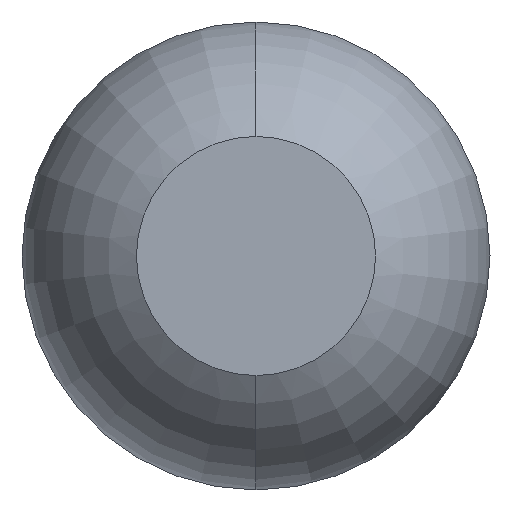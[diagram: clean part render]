
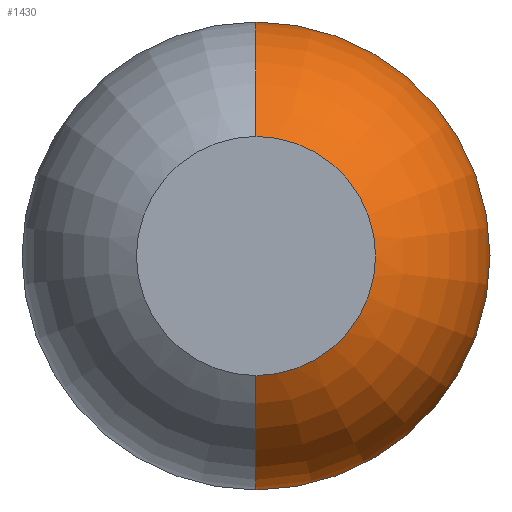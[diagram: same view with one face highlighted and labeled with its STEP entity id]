
A CAD part, front view. The second image highlights one B-rep face of the part: STEP entity #1430.
In plain terms, the highlighted toroidal (fillet/blend) face has major radius 0.035 mm and minor radius 0.65 mm.
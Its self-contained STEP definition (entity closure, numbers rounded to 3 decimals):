
#129 = CARTESIAN_POINT ( 'NONE',  ( 0., -25., -0.35 ) ) ;
#145 = CARTESIAN_POINT ( 'NONE',  ( 0., -24.431, -0.685 ) ) ;
#179 = CARTESIAN_POINT ( 'NONE',  ( 0., -24.431, 0.685 ) ) ;
#249 = CIRCLE ( 'NONE', #362, 0.65 ) ;
#296 = DIRECTION ( 'NONE',  ( 0., 0., -1. ) ) ;
#362 = AXIS2_PLACEMENT_3D ( 'NONE', #3684, #1890, #2133 ) ;
#432 = DIRECTION ( 'NONE',  ( 0., -1., 0. ) ) ;
#456 = EDGE_CURVE ( 'NONE', #1080, #2514, #2218, .T. ) ;
#469 = CARTESIAN_POINT ( 'NONE',  ( 0., -25., 0. ) ) ;
#474 = VERTEX_POINT ( 'NONE', #129 ) ;
#515 = VERTEX_POINT ( 'NONE', #145 ) ;
#900 = AXIS2_PLACEMENT_3D ( 'NONE', #3499, #1350, #3727 ) ;
#1059 = DIRECTION ( 'NONE',  ( 0., 0., -1. ) ) ;
#1080 = VERTEX_POINT ( 'NONE', #179 ) ;
#1154 = CIRCLE ( 'NONE', #1996, 0.685 ) ;
#1217 = DIRECTION ( 'NONE',  ( 0., -1., 0. ) ) ;
#1350 = DIRECTION ( 'NONE',  ( 1., 0., 0. ) ) ;
#1386 = ORIENTED_EDGE ( 'NONE', *, *, #3057, .F. ) ;
#1387 = TOROIDAL_SURFACE ( 'NONE', #3428, 0.035, 0.65 ) ;
#1430 = ADVANCED_FACE ( 'Defeature ausgef�hrt1_4', ( #3002 ), #1387, .T. ) ;
#1669 = CARTESIAN_POINT ( 'NONE',  ( 0., -24.431, 0. ) ) ;
#1740 = EDGE_LOOP ( 'NONE', ( #2014, #3866, #1386, #1776 ) ) ;
#1776 = ORIENTED_EDGE ( 'NONE', *, *, #2271, .F. ) ;
#1890 = DIRECTION ( 'NONE',  ( -1., 0., 0. ) ) ;
#1955 = CARTESIAN_POINT ( 'NONE',  ( 0., -25., 0.35 ) ) ;
#1996 = AXIS2_PLACEMENT_3D ( 'NONE', #2715, #1217, #296 ) ;
#2014 = ORIENTED_EDGE ( 'NONE', *, *, #3012, .T. ) ;
#2089 = CIRCLE ( 'NONE', #3202, 0.35 ) ;
#2133 = DIRECTION ( 'NONE',  ( 0., 0., 1. ) ) ;
#2218 = CIRCLE ( 'NONE', #900, 0.65 ) ;
#2271 = EDGE_CURVE ( 'NONE', #515, #474, #249, .T. ) ;
#2514 = VERTEX_POINT ( 'NONE', #1955 ) ;
#2715 = CARTESIAN_POINT ( 'NONE',  ( 0., -24.431, 0. ) ) ;
#3002 = FACE_OUTER_BOUND ( 'NONE', #1740, .T. ) ;
#3012 = EDGE_CURVE ( 'Defeature ausgef�hrt1_4+Defeature ausgef�hrt1_5+Defeature ausgef�hrt1_5+Defeature ausgef�hrt1_5', #515, #1080, #1154, .T. ) ;
#3057 = EDGE_CURVE ( 'Defeature ausgef�hrt1_10+Defeature ausgef�hrt1_4+Defeature ausgef�hrt1_4+Defeature ausgef�hrt1_4', #474, #2514, #2089, .T. ) ;
#3202 = AXIS2_PLACEMENT_3D ( 'NONE', #469, #3220, #3769 ) ;
#3220 = DIRECTION ( 'NONE',  ( 0., -1., 0. ) ) ;
#3428 = AXIS2_PLACEMENT_3D ( 'NONE', #1669, #432, #1059 ) ;
#3499 = CARTESIAN_POINT ( 'NONE',  ( 0., -24.431, 0.035 ) ) ;
#3684 = CARTESIAN_POINT ( 'NONE',  ( 0., -24.431, -0.035 ) ) ;
#3727 = DIRECTION ( 'NONE',  ( 0., 0., -1. ) ) ;
#3769 = DIRECTION ( 'NONE',  ( 0., 0., -1. ) ) ;
#3866 = ORIENTED_EDGE ( 'NONE', *, *, #456, .T. ) ;
